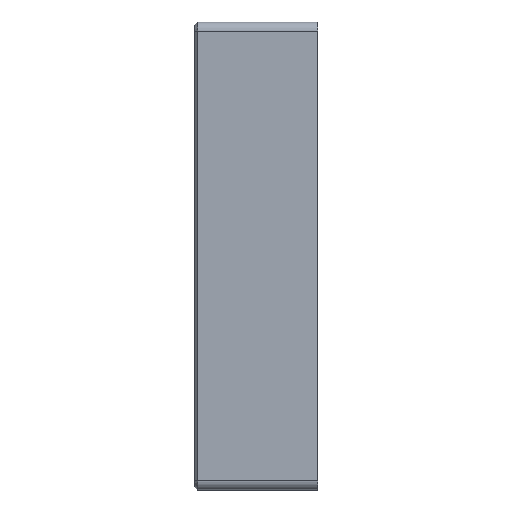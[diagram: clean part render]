
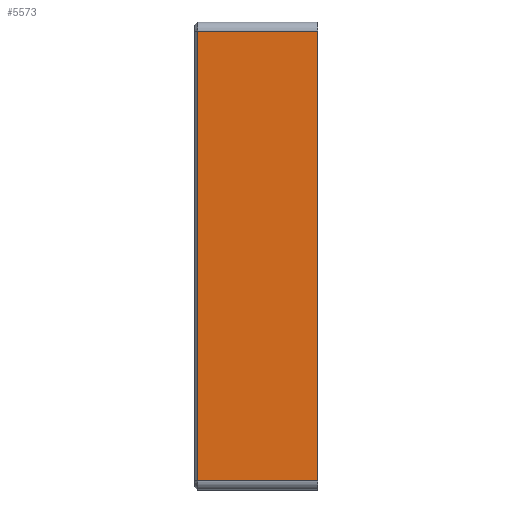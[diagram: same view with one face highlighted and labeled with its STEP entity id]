
A CAD part, left-side view. The second image highlights one B-rep face of the part: STEP entity #5573.
In plain terms, the highlighted planar face has unit normal (-1, 0, 0).
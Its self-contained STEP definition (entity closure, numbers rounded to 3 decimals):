
#34=DIRECTION('',(0.,0.,1.));
#35=VECTOR('',#34,71.);
#36=CARTESIAN_POINT('',(-47.5,0.,-35.5));
#37=LINE('',#36,#35);
#2020=DIRECTION('',(0.,0.,1.));
#2021=VECTOR('',#2020,71.);
#2022=CARTESIAN_POINT('',(-47.5,19.,-35.5));
#2023=LINE('',#2022,#2021);
#2024=DIRECTION('',(0.,-1.,0.));
#2025=VECTOR('',#2024,19.);
#2026=CARTESIAN_POINT('',(-47.5,19.,35.5));
#2027=LINE('',#2026,#2025);
#2028=DIRECTION('',(0.,1.,0.));
#2029=VECTOR('',#2028,19.);
#2030=CARTESIAN_POINT('',(-47.5,0.,-35.5));
#2031=LINE('',#2030,#2029);
#2273=CARTESIAN_POINT('',(-47.5,0.,-35.5));
#2275=VERTEX_POINT('',#2273);
#2278=CARTESIAN_POINT('',(-47.5,0.,35.5));
#2280=VERTEX_POINT('',#2278);
#2785=CARTESIAN_POINT('',(-47.5,19.,-35.5));
#2786=VERTEX_POINT('',#2785);
#2789=CARTESIAN_POINT('',(-47.5,19.,35.5));
#2790=VERTEX_POINT('',#2789);
#5561=CARTESIAN_POINT('',(-47.5,0.,-37.));
#5562=DIRECTION('',(-1.,0.,0.));
#5563=DIRECTION('',(0.,0.,1.));
#5564=AXIS2_PLACEMENT_3D('',#5561,#5562,#5563);
#5565=PLANE('',#5564);
#5566=ORIENTED_EDGE('',*,*,#5431,.T.);
#5567=ORIENTED_EDGE('',*,*,#5556,.T.);
#5568=ORIENTED_EDGE('',*,*,#2952,.F.);
#5570=ORIENTED_EDGE('',*,*,#5569,.T.);
#5571=EDGE_LOOP('',(#5566,#5567,#5568,#5570));
#5572=FACE_OUTER_BOUND('',#5571,.F.);
#5573=ADVANCED_FACE('',(#5572),#5565,.T.);
#2952=EDGE_CURVE('',#2275,#2280,#37,.T.);
#5431=EDGE_CURVE('',#2786,#2790,#2023,.T.);
#5556=EDGE_CURVE('',#2790,#2280,#2027,.T.);
#5569=EDGE_CURVE('',#2275,#2786,#2031,.T.);
